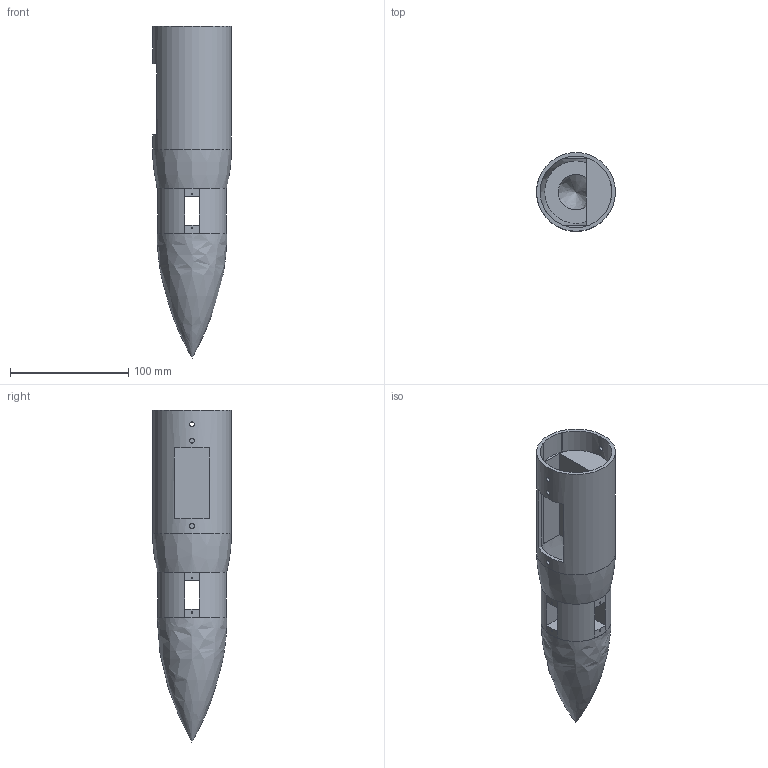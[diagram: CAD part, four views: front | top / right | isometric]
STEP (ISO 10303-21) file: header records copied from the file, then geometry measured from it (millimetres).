
FILE_DESCRIPTION(/* description */ ('STEP AP242','CAx-IF Rec.Pracs.---Representation and Presentation of Product Manufacturing Information (PMI)---4.0---2014-10-13','CAx-IF Rec.Pracs.---3D Tessellated Geometry---0.4---2014-09-14','2;1'),/* implementation_level */ '2;1');
FILE_NAME(/* name */ '65a422a67329370a4f545d88',/* time_stamp */ '2024-01-14T18:06:31Z',/* author */ (''),/* organization */ (''),/* preprocessor_version */ 'ST-DEVELOPER v19.4',/* originating_system */ ' ',/* authorisation */ ' ');
FILE_SCHEMA (('AP242_MANAGED_MODEL_BASED_3D_ENGINEERING_MIM_LF { 1 0 10303 442 1 1 4 }'));
Length unit declared in the file: metre
Products named in the file (1): Rocket Top Nose-Cone
Bounding box: 66.6 x 66.6 x 280.58 mm (x, y, z)
Volume: 254922.7 mm3; surface area: 92607.7 mm2
Topology: 1 solids, 1 shells, 81 faces, 225 edges, 136 vertices
Faces by surface type: plane 54, cylinder 23, bspline 4
Full cylindrical faces by diameter (mm): 1.3 x8, 4 x4, 30 x1, 53.002 x1, 66.598 x1
Entity records: 2769 total; most frequent: CARTESIAN_POINT 860, DIRECTION 374, ORIENTED_EDGE 360, EDGE_CURVE 180, FACE_BOUND 133, AXIS2_PLACEMENT_3D 132, EDGE_LOOP 131, VERTEX_POINT 119
